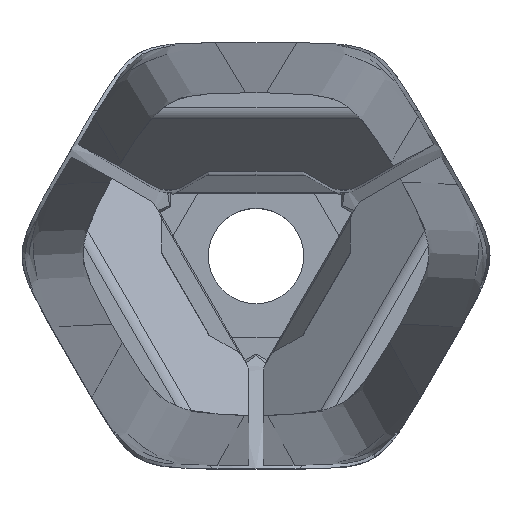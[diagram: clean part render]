
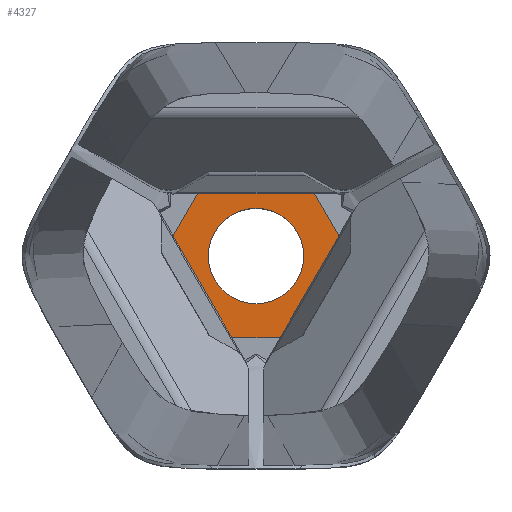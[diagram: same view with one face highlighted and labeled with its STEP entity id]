
A CAD part, top view. The second image highlights one B-rep face of the part: STEP entity #4327.
In plain terms, the highlighted planar face has unit normal (0, 0, 1).
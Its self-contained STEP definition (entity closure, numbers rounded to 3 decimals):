
#48 = CARTESIAN_POINT ( 'NONE',  ( 3.32, 5.75, 5. ) ) ;
#759 = AXIS2_PLACEMENT_3D ( 'NONE', #4087, #3978, #2303 ) ;
#881 = CARTESIAN_POINT ( 'NONE',  ( 3.32, -5.75, 5. ) ) ;
#1191 = DIRECTION ( 'NONE',  ( 0., 0., 1. ) ) ;
#1203 = CARTESIAN_POINT ( 'NONE',  ( -3.32, 5.75, 5. ) ) ;
#1208 = ORIENTED_EDGE ( 'NONE', *, *, #4726, .T. ) ;
#1290 = VERTEX_POINT ( 'NONE', #9573 ) ;
#1431 = VERTEX_POINT ( 'NONE', #5637 ) ;
#1620 = CARTESIAN_POINT ( 'NONE',  ( -3.32, 5.75, 5. ) ) ;
#1856 = DIRECTION ( 'NONE',  ( 0.5, 0.866, 0. ) ) ;
#2014 = DIRECTION ( 'NONE',  ( 0.5, -0.866, 0. ) ) ;
#2039 = ORIENTED_EDGE ( 'NONE', *, *, #3348, .F. ) ;
#2141 = CARTESIAN_POINT ( 'NONE',  ( 0., 0., 5. ) ) ;
#2184 = ORIENTED_EDGE ( 'NONE', *, *, #4640, .T. ) ;
#2209 = CIRCLE ( 'NONE', #5433, 3.35 ) ;
#2272 = ORIENTED_EDGE ( 'NONE', *, *, #6821, .T. ) ;
#2303 = DIRECTION ( 'NONE',  ( 0.5, -0.866, 0. ) ) ;
#2673 = CARTESIAN_POINT ( 'NONE',  ( 3.32, -5.75, 5. ) ) ;
#2896 = ORIENTED_EDGE ( 'NONE', *, *, #7493, .T. ) ;
#2963 = VECTOR ( 'NONE', #8276, 1000. ) ;
#3102 = DIRECTION ( 'NONE',  ( 0., 0., 1. ) ) ;
#3348 = EDGE_CURVE ( 'NONE', #6929, #4852, #7149, .T. ) ;
#3382 = LINE ( 'NONE', #4564, #6701 ) ;
#3807 = DIRECTION ( 'NONE',  ( 0.5, 0.866, 0. ) ) ;
#3825 = VECTOR ( 'NONE', #1856, 1000. ) ;
#3978 = DIRECTION ( 'NONE',  ( 0., 0., -1. ) ) ;
#4078 = FACE_OUTER_BOUND ( 'NONE', #6493, .T. ) ;
#4087 = CARTESIAN_POINT ( 'NONE',  ( 0., 0., 5. ) ) ;
#4327 = ADVANCED_FACE ( 'NONE', ( #9220, #4078 ), #11190, .F. ) ;
#4482 = VECTOR ( 'NONE', #9711, 1000. ) ;
#4564 = CARTESIAN_POINT ( 'NONE',  ( 3.32, 5.75, 5. ) ) ;
#4599 = ORIENTED_EDGE ( 'NONE', *, *, #8763, .F. ) ;
#4640 = EDGE_CURVE ( 'NONE', #8224, #4852, #5735, .T. ) ;
#4674 = DIRECTION ( 'NONE',  ( -0.5, 0.866, 0. ) ) ;
#4726 = EDGE_CURVE ( 'NONE', #8109, #8224, #3382, .T. ) ;
#4852 = VERTEX_POINT ( 'NONE', #1620 ) ;
#4963 = CARTESIAN_POINT ( 'NONE',  ( -3.32, -5.75, 5. ) ) ;
#5026 = DIRECTION ( 'NONE',  ( 0.5, -0.866, 0. ) ) ;
#5433 = AXIS2_PLACEMENT_3D ( 'NONE', #9989, #1191, #2014 ) ;
#5637 = CARTESIAN_POINT ( 'NONE',  ( 1.675, -2.901, 5. ) ) ;
#5735 = LINE ( 'NONE', #1203, #2963 ) ;
#5974 = CIRCLE ( 'NONE', #9959, 3.35 ) ;
#6086 = VERTEX_POINT ( 'NONE', #4963 ) ;
#6220 = LINE ( 'NONE', #6549, #10952 ) ;
#6493 = EDGE_LOOP ( 'NONE', ( #2272, #7383, #1208, #2184, #2039, #2896 ) ) ;
#6549 = CARTESIAN_POINT ( 'NONE',  ( 6.64, 0., 5. ) ) ;
#6701 = VECTOR ( 'NONE', #4674, 1000. ) ;
#6821 = EDGE_CURVE ( 'NONE', #6086, #7191, #7107, .T. ) ;
#6929 = VERTEX_POINT ( 'NONE', #8987 ) ;
#7020 = EDGE_CURVE ( 'NONE', #1290, #1431, #5974, .T. ) ;
#7107 = LINE ( 'NONE', #881, #4482 ) ;
#7108 = CARTESIAN_POINT ( 'NONE',  ( -3.32, 5.75, 5. ) ) ;
#7149 = LINE ( 'NONE', #7108, #3825 ) ;
#7191 = VERTEX_POINT ( 'NONE', #2673 ) ;
#7383 = ORIENTED_EDGE ( 'NONE', *, *, #10936, .T. ) ;
#7493 = EDGE_CURVE ( 'NONE', #6929, #6086, #7930, .T. ) ;
#7930 = LINE ( 'NONE', #9386, #11116 ) ;
#8109 = VERTEX_POINT ( 'NONE', #9576 ) ;
#8224 = VERTEX_POINT ( 'NONE', #48 ) ;
#8276 = DIRECTION ( 'NONE',  ( -1., 0., 0. ) ) ;
#8461 = ORIENTED_EDGE ( 'NONE', *, *, #7020, .F. ) ;
#8763 = EDGE_CURVE ( 'NONE', #1431, #1290, #2209, .T. ) ;
#8987 = CARTESIAN_POINT ( 'NONE',  ( -6.64, 0., 5. ) ) ;
#9220 = FACE_BOUND ( 'NONE', #9487, .T. ) ;
#9386 = CARTESIAN_POINT ( 'NONE',  ( -3.32, -5.75, 5. ) ) ;
#9487 = EDGE_LOOP ( 'NONE', ( #4599, #8461 ) ) ;
#9573 = CARTESIAN_POINT ( 'NONE',  ( -1.675, 2.901, 5. ) ) ;
#9576 = CARTESIAN_POINT ( 'NONE',  ( 6.64, 0., 5. ) ) ;
#9711 = DIRECTION ( 'NONE',  ( 1., 0., 0. ) ) ;
#9959 = AXIS2_PLACEMENT_3D ( 'NONE', #2141, #3102, #5026 ) ;
#9989 = CARTESIAN_POINT ( 'NONE',  ( 0., 0., 5. ) ) ;
#10936 = EDGE_CURVE ( 'NONE', #7191, #8109, #6220, .T. ) ;
#10952 = VECTOR ( 'NONE', #3807, 1000. ) ;
#11116 = VECTOR ( 'NONE', #11199, 1000. ) ;
#11190 = PLANE ( 'NONE',  #759 ) ;
#11199 = DIRECTION ( 'NONE',  ( 0.5, -0.866, 0. ) ) ;
